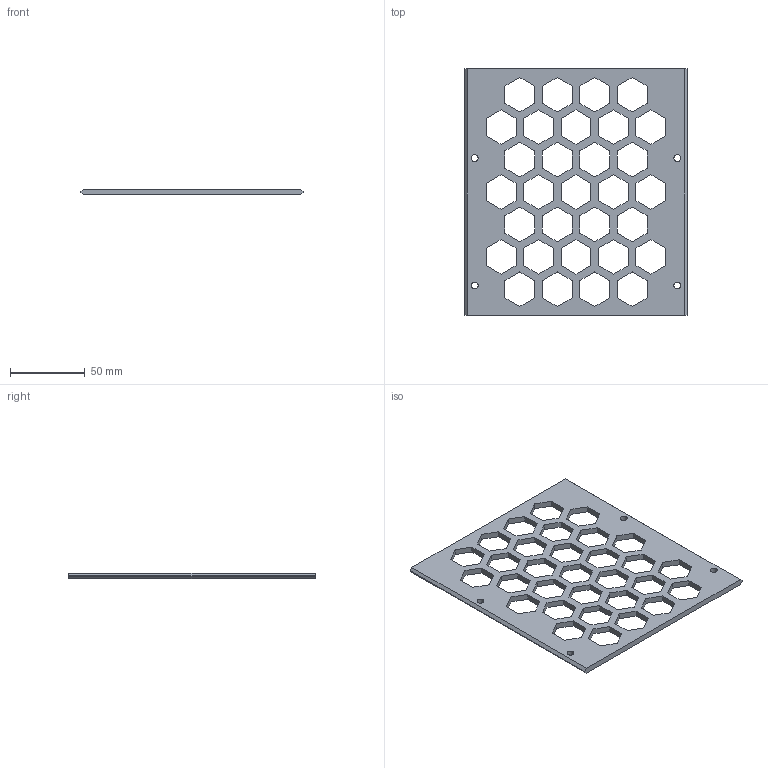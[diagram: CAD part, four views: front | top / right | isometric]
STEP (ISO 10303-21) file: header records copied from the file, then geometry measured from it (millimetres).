
FILE_DESCRIPTION(/* description */ (''),/* implementation_level */ '2;1');
FILE_NAME(/* name */ 'MCU Tray - M4 Template.step',/* time_stamp */ '2022-10-13T06:52:56-05:00',/* author */ (''),/* organization */ (''),/* preprocessor_version */ 'ST-DEVELOPER v19',/* originating_system */ 'Autodesk Translation Framework v11.7.0.108',/* authorisation */ '');
FILE_SCHEMA (('AUTOMOTIVE_DESIGN { 1 0 10303 214 3 1 1 }'));
Length unit declared in the file: millimetre
Products named in the file (1): MCU Tray - M3 Template
Bounding box: 148.6 x 164.85 x 4 mm (x, y, z)
Volume: 53695.5 mm3; surface area: 38003.4 mm2
Topology: 1 solids, 1 shells, 200 faces, 594 edges, 396 vertices
Faces by surface type: plane 196, cylinder 4
Full cylindrical faces by diameter (mm): 4.6 x4
Entity records: 6739 total; most frequent: CARTESIAN_POINT 1191, ORIENTED_EDGE 1188, DIRECTION 1004, EDGE_CURVE 594, LINE 586, VECTOR 586, VERTEX_POINT 396, EDGE_LOOP 270
